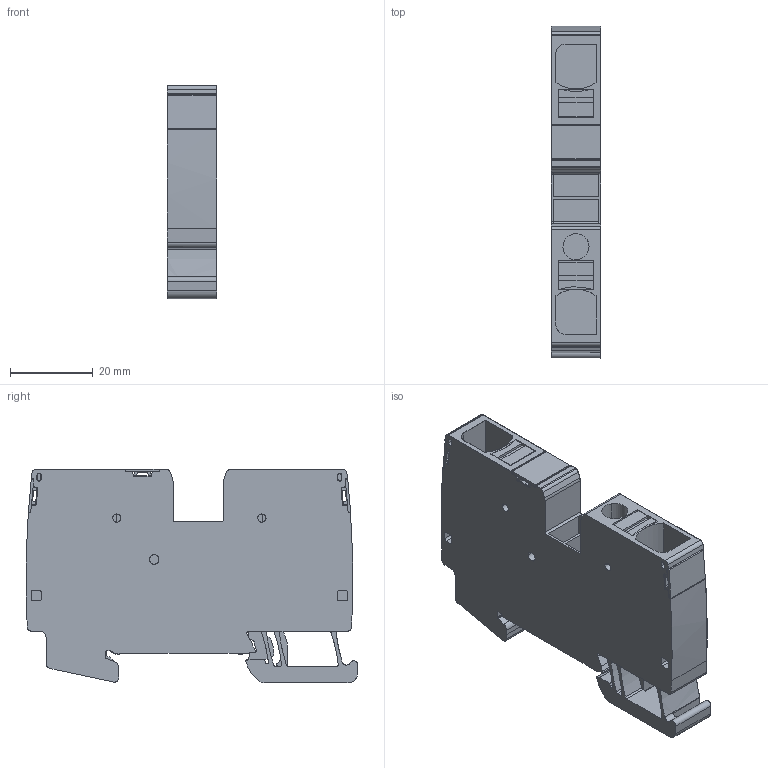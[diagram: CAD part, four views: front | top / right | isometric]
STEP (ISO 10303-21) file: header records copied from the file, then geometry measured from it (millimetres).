
FILE_DESCRIPTION(('CATIA V5 STEP Exchange','CAx-IF Rec.Pracs.--- Model Styling and Organization---1.5--- 2016-08-15','CAx-IF Rec.Pracs.---Supplemental Geometry---1.0---2011-11-01','CAx-IF Rec.Pracs.--- Composite Materials ---1.1---2010-07-15'),'2;1');
FILE_NAME ('1135626-2_2', '2025-09-19T08:35:58+00:00', ('none'), ('Weidmueller'), 'CATIA Version 5-6 Release 2024 SP4', 'CATIA V5 STEP AP214 v3', 'none');
FILE_SCHEMA(('AUTOMOTIVE_DESIGN { 1 0 10303 214 1 1 1 1 }'));
Length unit declared in the file: millimetre
Products named in the file (1): 2675020000_A2C_16_PE_DL
Bounding box: 12 x 80.09 x 51.5 mm (x, y, z)
Volume: 38055.8 mm3; surface area: 24469 mm2
Topology: 9 solids, 9 shells, 870 faces, 2547 edges, 1715 vertices
Faces by surface type: plane 492, cylinder 366, cone 12
Entity records: 29472 total; most frequent: CARTESIAN_POINT 7333, ORIENTED_EDGE 5094, DIRECTION 3725, EDGE_CURVE 2547, VECTOR 1761, LINE 1761, VERTEX_POINT 1715, AXIS2_PLACEMENT_3D 1245
